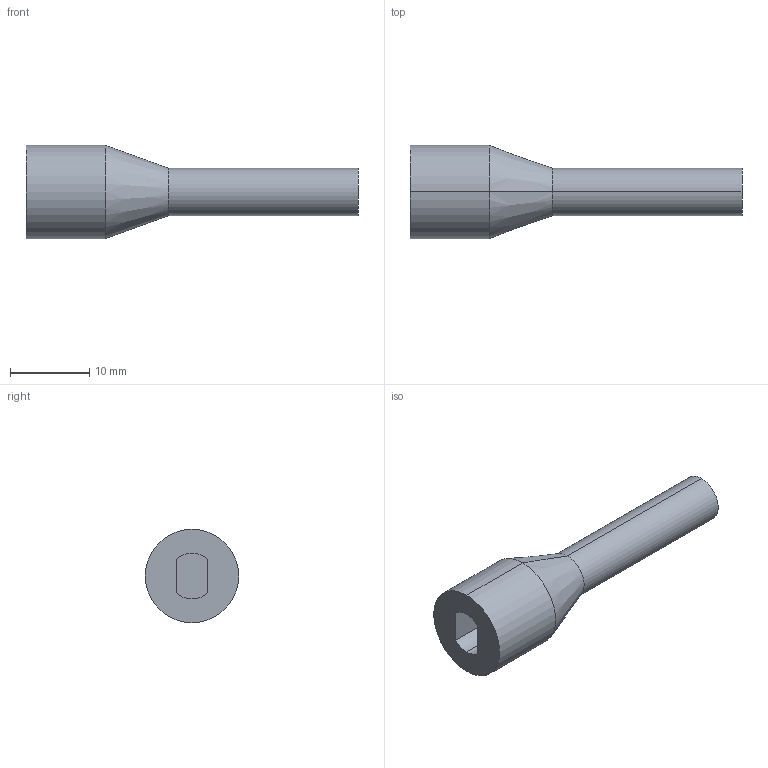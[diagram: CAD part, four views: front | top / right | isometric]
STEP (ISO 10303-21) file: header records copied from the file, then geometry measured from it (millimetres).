
FILE_DESCRIPTION (( 'STEP AP214' ), '1' );
FILE_NAME ('Peça1.STEP', '2025-05-19T15:04:49', ( '' ), ( '' ), 'SwSTEP 2.0', 'SolidWorks 2024', '' );
FILE_SCHEMA (( 'AUTOMOTIVE_DESIGN' ));
Length unit declared in the file: millimetre
Products named in the file (1): Peça1
Bounding box: 42 x 11.8 x 11.8 mm (x, y, z)
Volume: 2075.5 mm3; surface area: 1370.9 mm2
Topology: 1 solids, 1 shells, 14 faces, 29 edges, 18 vertices
Faces by surface type: cylinder 7, plane 5, cone 2
Entity records: 398 total; most frequent: DIRECTION 73, CARTESIAN_POINT 62, ORIENTED_EDGE 58, AXIS2_PLACEMENT_3D 29, EDGE_CURVE 29, VERTEX_POINT 18, EDGE_LOOP 15, LINE 15
